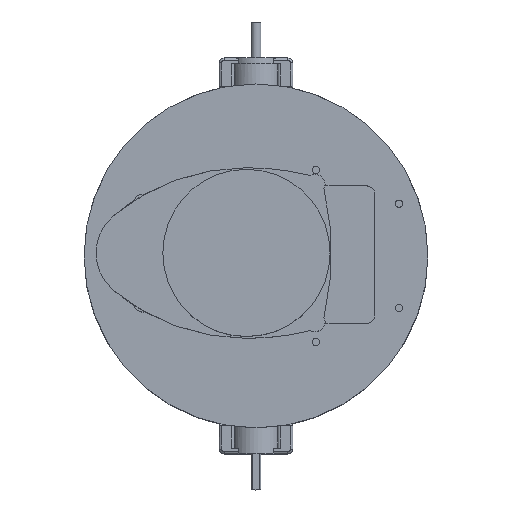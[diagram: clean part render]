
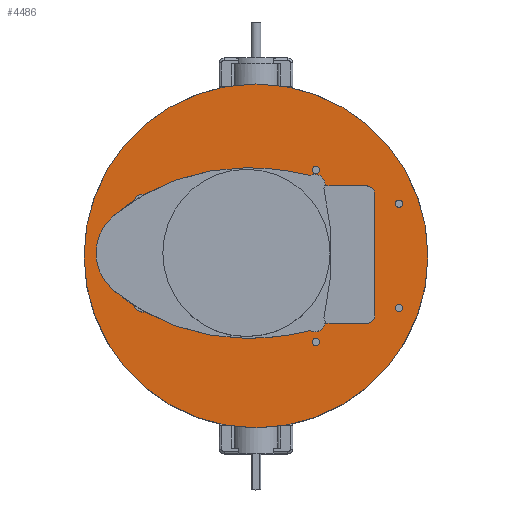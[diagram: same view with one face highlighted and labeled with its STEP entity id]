
A CAD part, top view. The second image highlights one B-rep face of the part: STEP entity #4486.
In plain terms, the highlighted planar face has unit normal (0, 0, 1).
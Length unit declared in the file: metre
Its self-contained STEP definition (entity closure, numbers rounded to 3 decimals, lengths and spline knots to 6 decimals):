
#74=FACE_BOUND('',#577,.T.);
#75=FACE_BOUND('',#578,.T.);
#76=FACE_BOUND('',#579,.T.);
#77=FACE_BOUND('',#580,.T.);
#78=FACE_BOUND('',#581,.T.);
#79=FACE_BOUND('',#582,.T.);
#80=FACE_BOUND('',#583,.T.);
#81=FACE_BOUND('',#584,.T.);
#82=FACE_BOUND('',#585,.T.);
#83=FACE_BOUND('',#586,.T.);
#154=PLANE('',#4859);
#304=FACE_OUTER_BOUND('',#576,.T.);
#576=EDGE_LOOP('',(#3279));
#577=EDGE_LOOP('',(#3280));
#578=EDGE_LOOP('',(#3281));
#579=EDGE_LOOP('',(#3282));
#580=EDGE_LOOP('',(#3283,#3284,#3285,#3286));
#581=EDGE_LOOP('',(#3287));
#582=EDGE_LOOP('',(#3288));
#583=EDGE_LOOP('',(#3289,#3290,#3291));
#584=EDGE_LOOP('',(#3292));
#585=EDGE_LOOP('',(#3293));
#586=EDGE_LOOP('',(#3294));
#916=CIRCLE('',#4857,0.004);
#917=CIRCLE('',#4858,0.004);
#918=CIRCLE('',#4860,0.07);
#919=CIRCLE('',#4861,0.004);
#920=CIRCLE('',#4862,0.004);
#921=CIRCLE('',#4863,0.0015);
#922=CIRCLE('',#4864,0.001375);
#923=CIRCLE('',#4865,0.001375);
#924=CIRCLE('',#4866,0.0015);
#925=CIRCLE('',#4867,0.0015);
#926=CIRCLE('',#4868,0.004);
#927=CIRCLE('',#4869,0.004);
#928=CIRCLE('',#4870,0.001375);
#929=CIRCLE('',#4871,0.0015);
#930=CIRCLE('',#4872,0.004);
#931=CIRCLE('',#4873,0.004);
#2009=VERTEX_POINT('',#7159);
#2010=VERTEX_POINT('',#7160);
#2011=VERTEX_POINT('',#7164);
#2012=VERTEX_POINT('',#7169);
#2013=VERTEX_POINT('',#7171);
#2014=VERTEX_POINT('',#7173);
#2015=VERTEX_POINT('',#7175);
#2016=VERTEX_POINT('',#7177);
#2017=VERTEX_POINT('',#7180);
#2018=VERTEX_POINT('',#7182);
#2019=VERTEX_POINT('',#7184);
#2020=VERTEX_POINT('',#7185);
#2021=VERTEX_POINT('',#7187);
#2022=VERTEX_POINT('',#7190);
#2023=VERTEX_POINT('',#7192);
#2024=VERTEX_POINT('',#7194);
#2499=EDGE_CURVE('',#2009,#2011,#916,.T.);
#2500=EDGE_CURVE('',#2011,#2010,#917,.T.);
#2501=EDGE_CURVE('',#2012,#2012,#918,.T.);
#2502=EDGE_CURVE('',#2013,#2013,#919,.T.);
#2503=EDGE_CURVE('',#2014,#2014,#920,.T.);
#2504=EDGE_CURVE('',#2015,#2015,#921,.T.);
#2505=EDGE_CURVE('',#2010,#2016,#922,.T.);
#2506=EDGE_CURVE('',#2016,#2009,#923,.T.);
#2507=EDGE_CURVE('',#2017,#2017,#924,.T.);
#2508=EDGE_CURVE('',#2018,#2018,#925,.T.);
#2509=EDGE_CURVE('',#2019,#2020,#926,.T.);
#2510=EDGE_CURVE('',#2020,#2021,#927,.T.);
#2511=EDGE_CURVE('',#2021,#2019,#928,.T.);
#2512=EDGE_CURVE('',#2022,#2022,#929,.T.);
#2513=EDGE_CURVE('',#2023,#2023,#930,.T.);
#2514=EDGE_CURVE('',#2024,#2024,#931,.T.);
#3279=ORIENTED_EDGE('',*,*,#2501,.T.);
#3280=ORIENTED_EDGE('',*,*,#2502,.T.);
#3281=ORIENTED_EDGE('',*,*,#2503,.T.);
#3282=ORIENTED_EDGE('',*,*,#2504,.T.);
#3283=ORIENTED_EDGE('',*,*,#2499,.T.);
#3284=ORIENTED_EDGE('',*,*,#2500,.T.);
#3285=ORIENTED_EDGE('',*,*,#2505,.T.);
#3286=ORIENTED_EDGE('',*,*,#2506,.T.);
#3287=ORIENTED_EDGE('',*,*,#2507,.T.);
#3288=ORIENTED_EDGE('',*,*,#2508,.T.);
#3289=ORIENTED_EDGE('',*,*,#2509,.T.);
#3290=ORIENTED_EDGE('',*,*,#2510,.T.);
#3291=ORIENTED_EDGE('',*,*,#2511,.T.);
#3292=ORIENTED_EDGE('',*,*,#2512,.T.);
#3293=ORIENTED_EDGE('',*,*,#2513,.T.);
#3294=ORIENTED_EDGE('',*,*,#2514,.T.);
#4486=ADVANCED_FACE('',(#304,#74,#75,#76,#77,#78,#79,#80,#81,#82,#83),#154,
 .T.);
#4857=AXIS2_PLACEMENT_3D('',#7166,#5680,#5681);
#4858=AXIS2_PLACEMENT_3D('',#7167,#5682,#5683);
#4859=AXIS2_PLACEMENT_3D('',#7168,#5684,#5685);
#4860=AXIS2_PLACEMENT_3D('',#7170,#5686,#5687);
#4861=AXIS2_PLACEMENT_3D('',#7172,#5688,#5689);
#4862=AXIS2_PLACEMENT_3D('',#7174,#5690,#5691);
#4863=AXIS2_PLACEMENT_3D('',#7176,#5692,#5693);
#4864=AXIS2_PLACEMENT_3D('',#7178,#5694,#5695);
#4865=AXIS2_PLACEMENT_3D('',#7179,#5696,#5697);
#4866=AXIS2_PLACEMENT_3D('',#7181,#5698,#5699);
#4867=AXIS2_PLACEMENT_3D('',#7183,#5700,#5701);
#4868=AXIS2_PLACEMENT_3D('',#7186,#5702,#5703);
#4869=AXIS2_PLACEMENT_3D('',#7188,#5704,#5705);
#4870=AXIS2_PLACEMENT_3D('',#7189,#5706,#5707);
#4871=AXIS2_PLACEMENT_3D('',#7191,#5708,#5709);
#4872=AXIS2_PLACEMENT_3D('',#7193,#5710,#5711);
#4873=AXIS2_PLACEMENT_3D('',#7195,#5712,#5713);
#5680=DIRECTION('center_axis',(0.,0.,
-1.));
#5681=DIRECTION('ref_axis',(-1.,0.,0.));
#5682=DIRECTION('center_axis',(0.,0.,
-1.));
#5683=DIRECTION('ref_axis',(-1.,0.,0.));
#5684=DIRECTION('center_axis',(0.,0.,
1.));
#5685=DIRECTION('ref_axis',(-1.,0.,0.));
#5686=DIRECTION('center_axis',(0.,0.,
1.));
#5687=DIRECTION('ref_axis',(-1.,0.,0.));
#5688=DIRECTION('center_axis',(0.,0.,
-1.));
#5689=DIRECTION('ref_axis',(-1.,0.,0.));
#5690=DIRECTION('center_axis',(0.,0.,
-1.));
#5691=DIRECTION('ref_axis',(-1.,0.,0.));
#5692=DIRECTION('center_axis',(0.,0.,
-1.));
#5693=DIRECTION('ref_axis',(-1.,0.,0.));
#5694=DIRECTION('center_axis',(0.,0.,
-1.));
#5695=DIRECTION('ref_axis',(-1.,0.,0.));
#5696=DIRECTION('center_axis',(0.,0.,
-1.));
#5697=DIRECTION('ref_axis',(-1.,0.,0.));
#5698=DIRECTION('center_axis',(0.,0.,
-1.));
#5699=DIRECTION('ref_axis',(-1.,0.,0.));
#5700=DIRECTION('center_axis',(0.,0.,
-1.));
#5701=DIRECTION('ref_axis',(-1.,0.,0.));
#5702=DIRECTION('center_axis',(0.,0.,
-1.));
#5703=DIRECTION('ref_axis',(-1.,0.,0.));
#5704=DIRECTION('center_axis',(0.,0.,
-1.));
#5705=DIRECTION('ref_axis',(-1.,0.,0.));
#5706=DIRECTION('center_axis',(0.,0.,
-1.));
#5707=DIRECTION('ref_axis',(-1.,0.,0.));
#5708=DIRECTION('center_axis',(0.,0.,
-1.));
#5709=DIRECTION('ref_axis',(-1.,0.,0.));
#5710=DIRECTION('center_axis',(0.,0.,
-1.));
#5711=DIRECTION('ref_axis',(-1.,0.,0.));
#5712=DIRECTION('center_axis',(0.,0.,
-1.));
#5713=DIRECTION('ref_axis',(-1.,0.,0.));
#7159=CARTESIAN_POINT('',(-0.100163,-0.048609,0.218475));
#7160=CARTESIAN_POINT('',(-0.097572,-0.048128,0.218475));
#7164=CARTESIAN_POINT('',(-0.095558,-0.044655,0.218475));
#7166=CARTESIAN_POINT('Origin',(-0.099558,-0.044655,
0.218475));
#7167=CARTESIAN_POINT('Origin',(-0.099558,-0.044655,
0.218475));
#7168=CARTESIAN_POINT('Origin',(-0.123683,-0.073755,0.218475));
#7169=CARTESIAN_POINT('',(-0.053683,-0.073755,0.218475));
#7170=CARTESIAN_POINT('Origin',(-0.123683,-0.073755,0.218475));
#7171=CARTESIAN_POINT('',(-0.152796,-0.097755,0.218475));
#7172=CARTESIAN_POINT('Origin',(-0.156796,-0.097755,0.218475));
#7173=CARTESIAN_POINT('',(-0.152796,-0.048755,0.218475));
#7174=CARTESIAN_POINT('Origin',(-0.156796,-0.048755,
0.218475));
#7175=CARTESIAN_POINT('',(-0.063927,-0.095005,0.218475));
#7176=CARTESIAN_POINT('Origin',(-0.065427,-0.095005,
0.218475));
#7177=CARTESIAN_POINT('',(-0.097421,-0.048755,0.218475));
#7178=CARTESIAN_POINT('Origin',(-0.098796,-0.048755,
0.218475));
#7179=CARTESIAN_POINT('Origin',(-0.098796,-0.048755,
0.218475));
#7180=CARTESIAN_POINT('',(-0.097829,-0.10875,0.218475));
#7181=CARTESIAN_POINT('Origin',(-0.099329,-0.10875,
0.218475));
#7182=CARTESIAN_POINT('',(-0.063927,-0.052506,0.218475));
#7183=CARTESIAN_POINT('Origin',(-0.065427,-0.052506,
0.218475));
#7184=CARTESIAN_POINT('',(-0.097536,-0.097204,0.218475));
#7185=CARTESIAN_POINT('',(-0.095558,-0.100655,0.218475));
#7186=CARTESIAN_POINT('Origin',(-0.099558,-0.100655,
0.218475));
#7187=CARTESIAN_POINT('',(-0.099621,-0.096656,0.218475));
#7188=CARTESIAN_POINT('Origin',(-0.099558,-0.100655,
0.218475));
#7189=CARTESIAN_POINT('Origin',(-0.098796,-0.097755,
0.218475));
#7190=CARTESIAN_POINT('',(-0.097829,-0.03876,0.218475));
#7191=CARTESIAN_POINT('Origin',(-0.099329,-0.03876,
0.218475));
#7192=CARTESIAN_POINT('',(-0.165558,-0.052655,0.218475));
#7193=CARTESIAN_POINT('Origin',(-0.169558,-0.052655,
0.218475));
#7194=CARTESIAN_POINT('',(-0.165558,-0.092655,0.218475));
#7195=CARTESIAN_POINT('Origin',(-0.169558,-0.092655,
0.218475));
